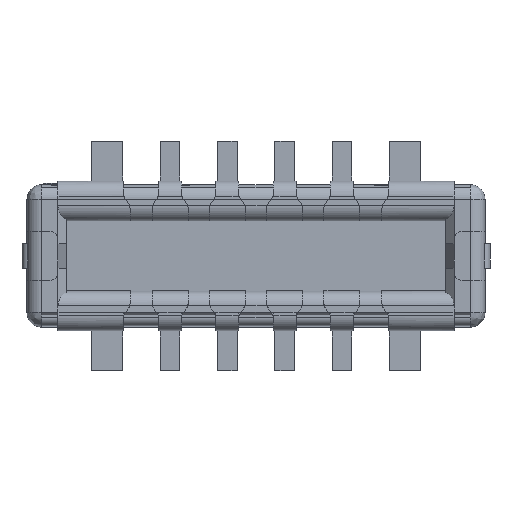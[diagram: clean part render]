
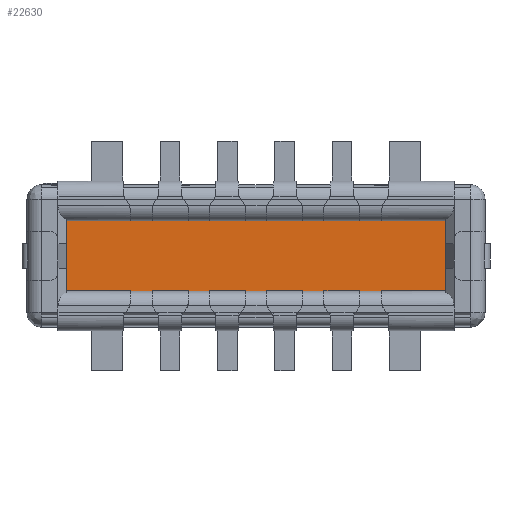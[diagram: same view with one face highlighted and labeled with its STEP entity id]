
A CAD part, top view. The second image highlights one B-rep face of the part: STEP entity #22630.
In plain terms, the highlighted planar face has unit normal (0, 0, 1).
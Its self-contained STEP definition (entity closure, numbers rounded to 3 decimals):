
#22630=ADVANCED_FACE('',(#22631),#22687,.T.);
#22631=FACE_BOUND('',#22632,.T.);
#22632=EDGE_LOOP('',(#22633,#22644,#22653,#22662,#22671,#22680));
#22633=ORIENTED_EDGE('',*,*,#22634,.T.);
#22634=EDGE_CURVE('',#22635,#22637,#22639,.F.);
#22635=VERTEX_POINT('',#22636);
#22636=CARTESIAN_POINT('',(-1.16,-0.215,0.1));
#22637=VERTEX_POINT('',#22638);
#22638=CARTESIAN_POINT('',(0.175,-0.215,0.1));
#22639=B_SPLINE_CURVE_WITH_KNOTS('',3,(#22640,#22641,#22642,#22643),.UNSPECIFIED.,.F.,.U.,(4,4),(0.322,1.0),.PIECEWISE_BEZIER_KNOTS.);
#22640=CARTESIAN_POINT('',(0.175,-0.215,0.1));
#22641=CARTESIAN_POINT('',(-0.27,-0.215,0.1));
#22642=CARTESIAN_POINT('',(-0.715,-0.215,0.1));
#22643=CARTESIAN_POINT('',(-1.16,-0.215,0.1));
#22644=ORIENTED_EDGE('',*,*,#22645,.T.);
#22645=EDGE_CURVE('',#22637,#22646,#22648,.F.);
#22646=VERTEX_POINT('',#22647);
#22647=CARTESIAN_POINT('',(1.16,-0.215,0.1));
#22648=B_SPLINE_CURVE_WITH_KNOTS('',3,(#22649,#22650,#22651,#22652),.UNSPECIFIED.,.F.,.U.,(4,4),(0.0,0.5),.PIECEWISE_BEZIER_KNOTS.);
#22649=CARTESIAN_POINT('',(1.16,-0.215,0.1));
#22650=CARTESIAN_POINT('',(0.832,-0.215,0.1));
#22651=CARTESIAN_POINT('',(0.503,-0.215,0.1));
#22652=CARTESIAN_POINT('',(0.175,-0.215,0.1));
#22653=ORIENTED_EDGE('',*,*,#22654,.T.);
#22654=EDGE_CURVE('',#22646,#22655,#22657,.T.);
#22655=VERTEX_POINT('',#22656);
#22656=CARTESIAN_POINT('',(1.16,0.215,0.1));
#22657=B_SPLINE_CURVE_WITH_KNOTS('',3,(#22658,#22659,#22660,#22661),.UNSPECIFIED.,.F.,.U.,(4,4),(0.0,1.0),.PIECEWISE_BEZIER_KNOTS.);
#22658=CARTESIAN_POINT('',(1.16,-0.215,0.1));
#22659=CARTESIAN_POINT('',(1.16,-0.072,0.1));
#22660=CARTESIAN_POINT('',(1.16,0.072,0.1));
#22661=CARTESIAN_POINT('',(1.16,0.215,0.1));
#22662=ORIENTED_EDGE('',*,*,#22663,.T.);
#22663=EDGE_CURVE('',#22655,#22664,#22666,.T.);
#22664=VERTEX_POINT('',#22665);
#22665=CARTESIAN_POINT('',(0.175,0.215,0.1));
#22666=B_SPLINE_CURVE_WITH_KNOTS('',3,(#22667,#22668,#22669,#22670),.UNSPECIFIED.,.F.,.U.,(4,4),(0.0,0.5),.PIECEWISE_BEZIER_KNOTS.);
#22667=CARTESIAN_POINT('',(1.16,0.215,0.1));
#22668=CARTESIAN_POINT('',(0.832,0.215,0.1));
#22669=CARTESIAN_POINT('',(0.503,0.215,0.1));
#22670=CARTESIAN_POINT('',(0.175,0.215,0.1));
#22671=ORIENTED_EDGE('',*,*,#22672,.T.);
#22672=EDGE_CURVE('',#22664,#22673,#22675,.T.);
#22673=VERTEX_POINT('',#22674);
#22674=CARTESIAN_POINT('',(-1.16,0.215,0.1));
#22675=B_SPLINE_CURVE_WITH_KNOTS('',3,(#22676,#22677,#22678,#22679),.UNSPECIFIED.,.F.,.U.,(4,4),(0.322,1.0),.PIECEWISE_BEZIER_KNOTS.);
#22676=CARTESIAN_POINT('',(0.175,0.215,0.1));
#22677=CARTESIAN_POINT('',(-0.27,0.215,0.1));
#22678=CARTESIAN_POINT('',(-0.715,0.215,0.1));
#22679=CARTESIAN_POINT('',(-1.16,0.215,0.1));
#22680=ORIENTED_EDGE('',*,*,#22681,.T.);
#22681=EDGE_CURVE('',#22673,#22635,#22682,.T.);
#22682=B_SPLINE_CURVE_WITH_KNOTS('',3,(#22683,#22684,#22685,#22686),.UNSPECIFIED.,.F.,.U.,(4,4),(0.0,1.0),.PIECEWISE_BEZIER_KNOTS.);
#22683=CARTESIAN_POINT('',(-1.16,0.215,0.1));
#22684=CARTESIAN_POINT('',(-1.16,0.072,0.1));
#22685=CARTESIAN_POINT('',(-1.16,-0.072,0.1));
#22686=CARTESIAN_POINT('',(-1.16,-0.215,0.1));
#22687=PLANE('',#22688);
#22688=AXIS2_PLACEMENT_3D('',#22689,#22690,#22691);
#22689=CARTESIAN_POINT('',(-0.175,0.,0.1));
#22690=DIRECTION('',(0.0,0.,1.0));
#22691=DIRECTION('',(0.0,1.0,0.));
